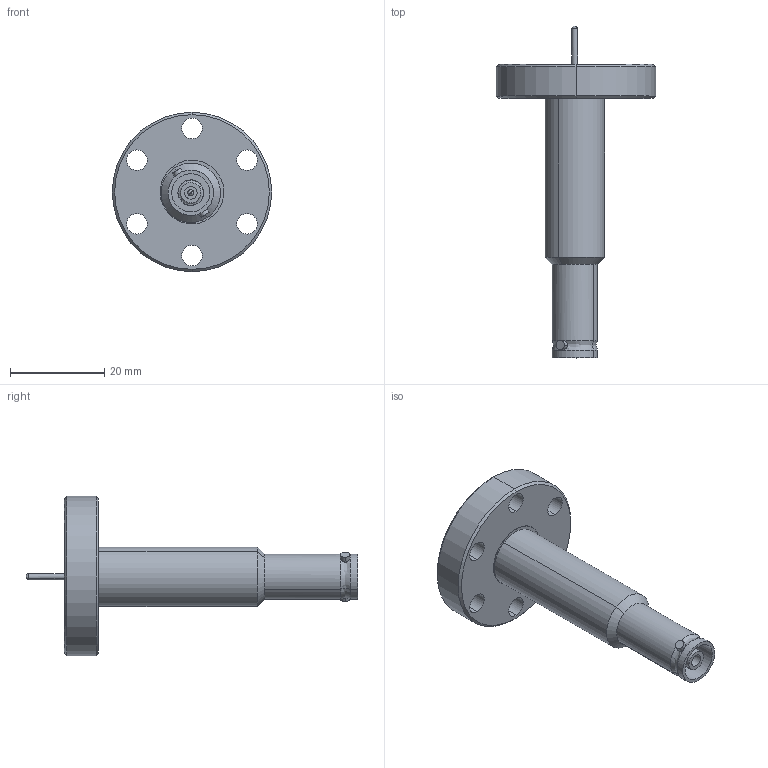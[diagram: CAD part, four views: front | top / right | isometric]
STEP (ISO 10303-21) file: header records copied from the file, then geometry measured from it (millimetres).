
FILE_DESCRIPTION (( 'STEP AP203' ), '1' );
FILE_NAME ('A1600-1-CF.STEP', '2011-11-14T19:00:52', ( '' ), ( '' ), 'SwSTEP 2.0', 'SolidWorks 2011', '' );
FILE_SCHEMA (( 'CONFIG_CONTROL_DESIGN' ));
Length unit declared in the file: inch
Products named in the file (1): A1600-1-CF
Bounding box: 33.78 x 70.38 x 33.78 mm (x, y, z)
Volume: 8117.3 mm3; surface area: 8542.7 mm2
Topology: 1 solids, 3 shells, 117 faces, 272 edges, 176 vertices
Faces by surface type: cylinder 65, plane 24, bspline 14, cone 14
Entity records: 3797 total; most frequent: CARTESIAN_POINT 936, DIRECTION 640, ORIENTED_EDGE 544, AXIS2_PLACEMENT_3D 280, EDGE_CURVE 272, VERTEX_POINT 176, CIRCLE 176, EDGE_LOOP 148
